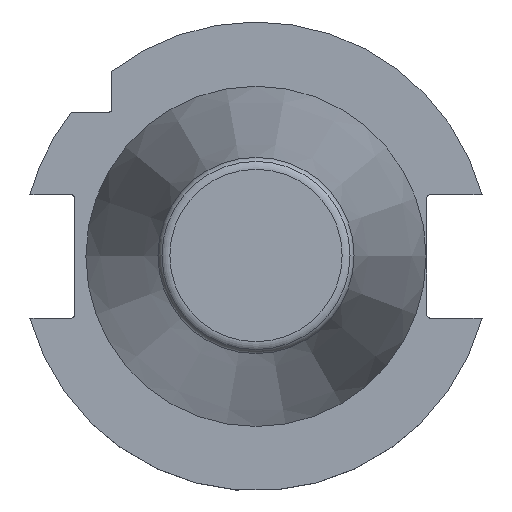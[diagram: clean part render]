
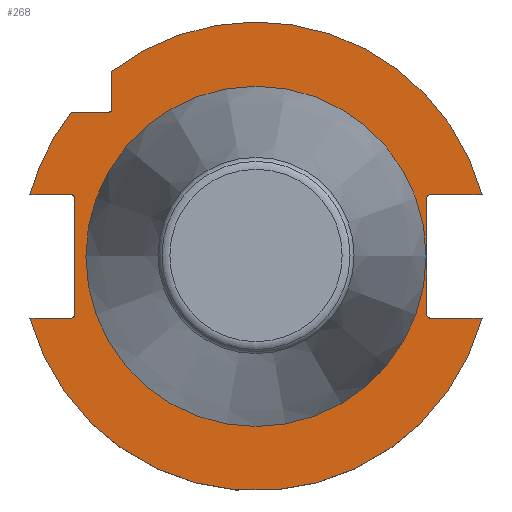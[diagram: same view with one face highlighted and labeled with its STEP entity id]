
A CAD part, top view. The second image highlights one B-rep face of the part: STEP entity #268.
In plain terms, the highlighted planar face has unit normal (0, 0, 1).
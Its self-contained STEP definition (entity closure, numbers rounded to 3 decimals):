
#153=LINE('',#1497,#210);
#154=LINE('',#1502,#211);
#155=LINE('',#1506,#212);
#156=LINE('',#1510,#213);
#157=LINE('',#1514,#214);
#158=LINE('',#1518,#215);
#159=LINE('',#1522,#216);
#160=LINE('',#1526,#217);
#210=VECTOR('',#1198,1.);
#211=VECTOR('',#1201,1.);
#212=VECTOR('',#1204,1.);
#213=VECTOR('',#1207,1.);
#214=VECTOR('',#1210,1.);
#215=VECTOR('',#1213,1.);
#216=VECTOR('',#1216,1.);
#217=VECTOR('',#1219,1.);
#268=ADVANCED_FACE('',(#348,#349),#328,.F.);
#328=PLANE('',#1078);
#348=FACE_BOUND('',#382,.T.);
#349=FACE_BOUND('',#383,.T.);
#382=EDGE_LOOP('',(#459,#460,#461,#462,#463,#464,#465,#466,#467,#468,#469,
#470,#471,#472,#473,#474));
#383=EDGE_LOOP('',(#475));
#459=ORIENTED_EDGE('',*,*,#838,.T.);
#460=ORIENTED_EDGE('',*,*,#839,.T.);
#461=ORIENTED_EDGE('',*,*,#840,.T.);
#462=ORIENTED_EDGE('',*,*,#841,.T.);
#463=ORIENTED_EDGE('',*,*,#842,.F.);
#464=ORIENTED_EDGE('',*,*,#843,.T.);
#465=ORIENTED_EDGE('',*,*,#844,.T.);
#466=ORIENTED_EDGE('',*,*,#845,.T.);
#467=ORIENTED_EDGE('',*,*,#846,.F.);
#468=ORIENTED_EDGE('',*,*,#847,.T.);
#469=ORIENTED_EDGE('',*,*,#848,.F.);
#470=ORIENTED_EDGE('',*,*,#849,.T.);
#471=ORIENTED_EDGE('',*,*,#850,.T.);
#472=ORIENTED_EDGE('',*,*,#851,.T.);
#473=ORIENTED_EDGE('',*,*,#852,.F.);
#474=ORIENTED_EDGE('',*,*,#853,.T.);
#475=ORIENTED_EDGE('',*,*,#854,.T.);
#739=VERTEX_POINT('',#1498);
#740=VERTEX_POINT('',#1499);
#741=VERTEX_POINT('',#1501);
#742=VERTEX_POINT('',#1503);
#743=VERTEX_POINT('',#1505);
#744=VERTEX_POINT('',#1507);
#745=VERTEX_POINT('',#1509);
#746=VERTEX_POINT('',#1511);
#747=VERTEX_POINT('',#1513);
#748=VERTEX_POINT('',#1515);
#749=VERTEX_POINT('',#1517);
#750=VERTEX_POINT('',#1519);
#751=VERTEX_POINT('',#1521);
#752=VERTEX_POINT('',#1523);
#753=VERTEX_POINT('',#1525);
#754=VERTEX_POINT('',#1527);
#755=VERTEX_POINT('',#1530);
#838=EDGE_CURVE('',#739,#740,#153,.T.);
#839=EDGE_CURVE('',#740,#741,#978,.T.);
#840=EDGE_CURVE('',#741,#742,#154,.T.);
#841=EDGE_CURVE('',#742,#743,#979,.T.);
#842=EDGE_CURVE('',#744,#743,#155,.T.);
#843=EDGE_CURVE('',#744,#745,#980,.T.);
#844=EDGE_CURVE('',#745,#746,#156,.T.);
#845=EDGE_CURVE('',#746,#747,#981,.T.);
#846=EDGE_CURVE('',#748,#747,#157,.T.);
#847=EDGE_CURVE('',#748,#749,#982,.T.);
#848=EDGE_CURVE('',#750,#749,#158,.T.);
#849=EDGE_CURVE('',#750,#751,#983,.T.);
#850=EDGE_CURVE('',#751,#752,#159,.T.);
#851=EDGE_CURVE('',#752,#753,#984,.T.);
#852=EDGE_CURVE('',#754,#753,#160,.T.);
#853=EDGE_CURVE('',#754,#739,#985,.T.);
#854=EDGE_CURVE('',#755,#755,#986,.T.);
#978=CIRCLE('',#1069,0.8);
#979=CIRCLE('',#1070,48.75);
#980=CIRCLE('',#1071,0.6);
#981=CIRCLE('',#1072,48.75);
#982=CIRCLE('',#1073,0.8);
#983=CIRCLE('',#1074,0.8);
#984=CIRCLE('',#1075,48.75);
#985=CIRCLE('',#1076,0.8);
#986=CIRCLE('',#1077,35.392);
#1069=AXIS2_PLACEMENT_3D('',#1500,#1199,#1200);
#1070=AXIS2_PLACEMENT_3D('',#1504,#1202,#1203);
#1071=AXIS2_PLACEMENT_3D('',#1508,#1205,#1206);
#1072=AXIS2_PLACEMENT_3D('',#1512,#1208,#1209);
#1073=AXIS2_PLACEMENT_3D('',#1516,#1211,#1212);
#1074=AXIS2_PLACEMENT_3D('',#1520,#1214,#1215);
#1075=AXIS2_PLACEMENT_3D('',#1524,#1217,#1218);
#1076=AXIS2_PLACEMENT_3D('',#1528,#1220,#1221);
#1077=AXIS2_PLACEMENT_3D('',#1529,#1222,#1223);
#1078=AXIS2_PLACEMENT_3D('',#1531,#1224,#1225);
#1198=DIRECTION('',(0.,1.,0.));
#1199=DIRECTION('',(0.,0.,-1.));
#1200=DIRECTION('',(-1.,0.,0.));
#1201=DIRECTION('',(1.,0.,0.));
#1202=DIRECTION('',(0.,0.,1.));
#1203=DIRECTION('',(0.965,0.264,0.));
#1204=DIRECTION('',(0.,1.,0.));
#1205=DIRECTION('',(0.,0.,-1.));
#1206=DIRECTION('',(1.,0.,0.));
#1207=DIRECTION('',(-1.,0.,0.));
#1208=DIRECTION('',(0.,0.,1.));
#1209=DIRECTION('',(-0.788,0.615,0.));
#1210=DIRECTION('',(-1.,0.,0.));
#1211=DIRECTION('',(0.,0.,-1.));
#1212=DIRECTION('',(0.,1.,0.));
#1213=DIRECTION('',(0.,1.,0.));
#1214=DIRECTION('',(0.,0.,-1.));
#1215=DIRECTION('',(1.,0.,0.));
#1216=DIRECTION('',(-1.,0.,0.));
#1217=DIRECTION('',(0.,0.,1.));
#1218=DIRECTION('',(-0.965,-0.264,0.));
#1219=DIRECTION('',(1.,0.,0.));
#1220=DIRECTION('',(0.,0.,-1.));
#1221=DIRECTION('',(0.,-1.,0.));
#1222=DIRECTION('',(0.,0.,-1.));
#1223=DIRECTION('',(-1.,0.,0.));
#1224=DIRECTION('',(0.,0.,-1.));
#1225=DIRECTION('',(1.,0.,0.));
#1497=CARTESIAN_POINT('',(35.5,-12.05,-3.2));
#1498=CARTESIAN_POINT('',(35.5,-12.05,-3.2));
#1499=CARTESIAN_POINT('',(35.5,12.05,-3.2));
#1500=CARTESIAN_POINT('',(36.3,12.05,-3.2));
#1501=CARTESIAN_POINT('',(36.3,12.85,-3.2));
#1502=CARTESIAN_POINT('',(36.3,12.85,-3.2));
#1503=CARTESIAN_POINT('',(47.026,12.85,-3.2));
#1504=CARTESIAN_POINT('',(0.,0.,-3.2));
#1505=CARTESIAN_POINT('',(-30.,38.426,-3.2));
#1506=CARTESIAN_POINT('',(-30.,30.6,-3.2));
#1507=CARTESIAN_POINT('',(-30.,30.6,-3.2));
#1508=CARTESIAN_POINT('',(-30.6,30.6,-3.2));
#1509=CARTESIAN_POINT('',(-30.6,30.,-3.2));
#1510=CARTESIAN_POINT('',(-30.6,30.,-3.2));
#1511=CARTESIAN_POINT('',(-38.426,30.,-3.2));
#1512=CARTESIAN_POINT('',(0.,0.,-3.2));
#1513=CARTESIAN_POINT('',(-47.026,12.85,-3.2));
#1514=CARTESIAN_POINT('',(-38.5,12.85,-3.2));
#1515=CARTESIAN_POINT('',(-38.5,12.85,-3.2));
#1516=CARTESIAN_POINT('',(-38.5,12.05,-3.2));
#1517=CARTESIAN_POINT('',(-37.7,12.05,-3.2));
#1518=CARTESIAN_POINT('',(-37.7,-12.05,-3.2));
#1519=CARTESIAN_POINT('',(-37.7,-12.05,-3.2));
#1520=CARTESIAN_POINT('',(-38.5,-12.05,-3.2));
#1521=CARTESIAN_POINT('',(-38.5,-12.85,-3.2));
#1522=CARTESIAN_POINT('',(-38.5,-12.85,-3.2));
#1523=CARTESIAN_POINT('',(-47.026,-12.85,-3.2));
#1524=CARTESIAN_POINT('',(0.,0.,-3.2));
#1525=CARTESIAN_POINT('',(47.026,-12.85,-3.2));
#1526=CARTESIAN_POINT('',(36.3,-12.85,-3.2));
#1527=CARTESIAN_POINT('',(36.3,-12.85,-3.2));
#1528=CARTESIAN_POINT('',(36.3,-12.05,-3.2));
#1529=CARTESIAN_POINT('',(0.,0.,-3.2));
#1530=CARTESIAN_POINT('',(-35.392,0.,-3.2));
#1531=CARTESIAN_POINT('',(0.,35.392,-3.2));
